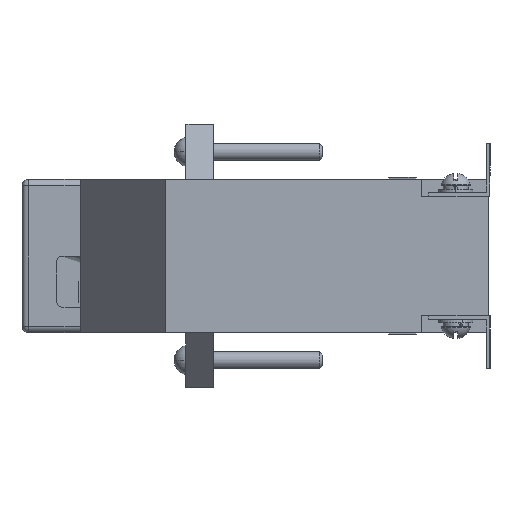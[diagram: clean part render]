
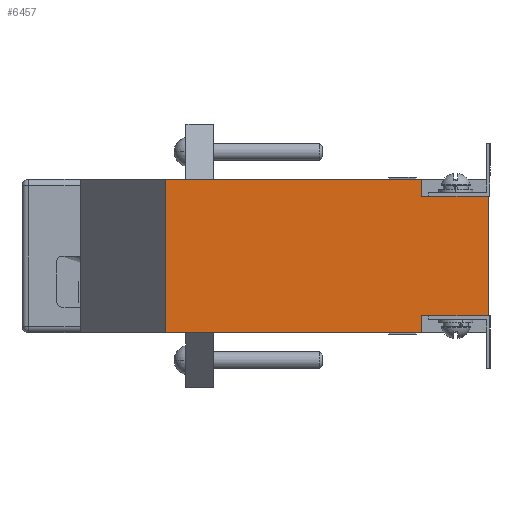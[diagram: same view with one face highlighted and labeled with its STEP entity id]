
A CAD part, left-side view. The second image highlights one B-rep face of the part: STEP entity #6457.
In plain terms, the highlighted planar face has unit normal (-1, 0, 0).
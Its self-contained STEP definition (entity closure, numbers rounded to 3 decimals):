
#693 = CARTESIAN_POINT ( 'NONE',  ( -46.053, 115.666, 182.013 ) ) ;
#766 = VECTOR ( 'NONE', #9049, 1000. ) ;
#783 = VECTOR ( 'NONE', #8780, 1000. ) ;
#967 = LINE ( 'NONE', #9036, #7045 ) ;
#975 = VERTEX_POINT ( 'NONE', #8886 ) ;
#982 = CARTESIAN_POINT ( 'NONE',  ( -46.053, 40.666, 142.013 ) ) ;
#1467 = PLANE ( 'NONE',  #13196 ) ;
#1511 = DIRECTION ( 'NONE',  ( 0., -1., 0. ) ) ;
#2068 = CARTESIAN_POINT ( 'NONE',  ( -46.053, 21.166, 177.013 ) ) ;
#2867 = EDGE_CURVE ( 'NONE', #18866, #975, #18749, .T. ) ;
#3631 = EDGE_LOOP ( 'NONE', ( #11543, #5377, #23274, #16024, #5383, #23248, #7979, #20985 ) ) ;
#4279 = VERTEX_POINT ( 'NONE', #2068 ) ;
#4327 = CARTESIAN_POINT ( 'NONE',  ( -46.053, 40.666, 142.013 ) ) ;
#4444 = CARTESIAN_POINT ( 'NONE',  ( -46.053, 21.166, 142.013 ) ) ;
#4714 = DIRECTION ( 'NONE',  ( 0., -1., 0. ) ) ;
#5377 = ORIENTED_EDGE ( 'NONE', *, *, #13259, .F. ) ;
#5383 = ORIENTED_EDGE ( 'NONE', *, *, #2867, .F. ) ;
#5707 = DIRECTION ( 'NONE',  ( 1., 0., 0. ) ) ;
#5926 = VECTOR ( 'NONE', #23318, 1000. ) ;
#6270 = VECTOR ( 'NONE', #4714, 1000. ) ;
#6386 = LINE ( 'NONE', #14361, #12191 ) ;
#6457 = ADVANCED_FACE ( 'NONE', ( #19533 ), #1467, .F. ) ;
#6863 = CARTESIAN_POINT ( 'NONE',  ( -46.053, 40.666, 177.013 ) ) ;
#7045 = VECTOR ( 'NONE', #17035, 1000. ) ;
#7280 = LINE ( 'NONE', #15275, #5926 ) ;
#7789 = LINE ( 'NONE', #15795, #21032 ) ;
#7979 = ORIENTED_EDGE ( 'NONE', *, *, #14803, .T. ) ;
#8780 = DIRECTION ( 'NONE',  ( 0., -1., 0. ) ) ;
#8782 = VERTEX_POINT ( 'NONE', #4327 ) ;
#8886 = CARTESIAN_POINT ( 'NONE',  ( -46.053, 40.666, 182.013 ) ) ;
#9036 = CARTESIAN_POINT ( 'NONE',  ( -46.053, 115.666, 137.013 ) ) ;
#9049 = DIRECTION ( 'NONE',  ( 0., 0., -1. ) ) ;
#10902 = VERTEX_POINT ( 'NONE', #15250 ) ;
#11536 = LINE ( 'NONE', #19572, #14373 ) ;
#11543 = ORIENTED_EDGE ( 'NONE', *, *, #22666, .T. ) ;
#12191 = VECTOR ( 'NONE', #22392, 1000. ) ;
#13196 = AXIS2_PLACEMENT_3D ( 'NONE', #23738, #5707, #13728 ) ;
#13259 = EDGE_CURVE ( 'NONE', #4279, #18136, #7789, .T. ) ;
#13728 = DIRECTION ( 'NONE',  ( 0., 1., 0. ) ) ;
#14361 = CARTESIAN_POINT ( 'NONE',  ( -46.053, 40.666, 177.013 ) ) ;
#14373 = VECTOR ( 'NONE', #1511, 1000. ) ;
#14691 = LINE ( 'NONE', #22741, #6270 ) ;
#14803 = EDGE_CURVE ( 'NONE', #14966, #10902, #967, .T. ) ;
#14966 = VERTEX_POINT ( 'NONE', #16207 ) ;
#15250 = CARTESIAN_POINT ( 'NONE',  ( -46.053, 40.666, 137.013 ) ) ;
#15275 = CARTESIAN_POINT ( 'NONE',  ( -46.053, 115.666, 182.013 ) ) ;
#15683 = EDGE_CURVE ( 'NONE', #19442, #975, #6386, .T. ) ;
#15795 = CARTESIAN_POINT ( 'NONE',  ( -46.053, 21.166, 142.013 ) ) ;
#16024 = ORIENTED_EDGE ( 'NONE', *, *, #15683, .T. ) ;
#16207 = CARTESIAN_POINT ( 'NONE',  ( -46.053, 115.666, 137.013 ) ) ;
#17035 = DIRECTION ( 'NONE',  ( 0., -1., 0. ) ) ;
#17609 = CARTESIAN_POINT ( 'NONE',  ( -46.053, 115.666, 182.013 ) ) ;
#18136 = VERTEX_POINT ( 'NONE', #4444 ) ;
#18749 = LINE ( 'NONE', #693, #783 ) ;
#18866 = VERTEX_POINT ( 'NONE', #17609 ) ;
#19044 = LINE ( 'NONE', #982, #766 ) ;
#19442 = VERTEX_POINT ( 'NONE', #6863 ) ;
#19533 = FACE_OUTER_BOUND ( 'NONE', #3631, .T. ) ;
#19572 = CARTESIAN_POINT ( 'NONE',  ( -46.053, 20.666, 177.013 ) ) ;
#19663 = EDGE_CURVE ( 'NONE', #8782, #10902, #19044, .T. ) ;
#20985 = ORIENTED_EDGE ( 'NONE', *, *, #19663, .F. ) ;
#21032 = VECTOR ( 'NONE', #23827, 1000. ) ;
#22392 = DIRECTION ( 'NONE',  ( 0., 0., 1. ) ) ;
#22666 = EDGE_CURVE ( 'NONE', #8782, #18136, #14691, .T. ) ;
#22741 = CARTESIAN_POINT ( 'NONE',  ( -46.053, 20.666, 142.013 ) ) ;
#23248 = ORIENTED_EDGE ( 'NONE', *, *, #24580, .T. ) ;
#23274 = ORIENTED_EDGE ( 'NONE', *, *, #25939, .F. ) ;
#23318 = DIRECTION ( 'NONE',  ( 0., 0., -1. ) ) ;
#23738 = CARTESIAN_POINT ( 'NONE',  ( -46.053, 115.666, 182.013 ) ) ;
#23827 = DIRECTION ( 'NONE',  ( 0., 0., -1. ) ) ;
#24580 = EDGE_CURVE ( 'NONE', #18866, #14966, #7280, .T. ) ;
#25939 = EDGE_CURVE ( 'NONE', #19442, #4279, #11536, .T. ) ;
